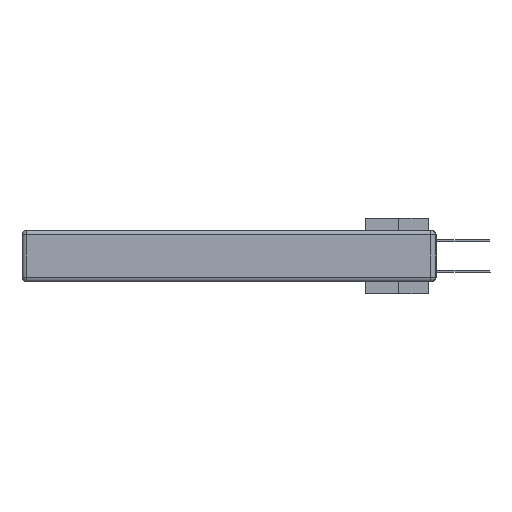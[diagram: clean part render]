
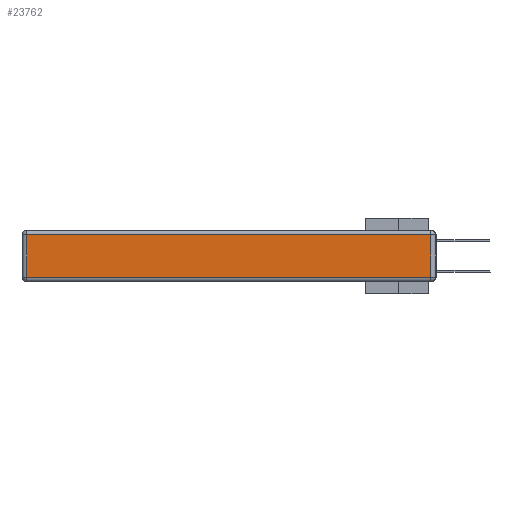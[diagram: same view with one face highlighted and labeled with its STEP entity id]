
A CAD part, left-side view. The second image highlights one B-rep face of the part: STEP entity #23762.
In plain terms, the highlighted planar face has unit normal (-1, 0, 0).
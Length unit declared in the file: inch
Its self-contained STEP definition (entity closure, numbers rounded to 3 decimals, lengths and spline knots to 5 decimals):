
#1329 = VERTEX_POINT ( 'NONE', #24064 ) ;
#3074 = EDGE_CURVE ( 'NONE', #36967, #16435, #18799, .T. ) ;
#4437 = LINE ( 'NONE', #30209, #19989 ) ;
#4467 = ORIENTED_EDGE ( 'NONE', *, *, #14592, .T. ) ;
#5007 = DIRECTION ( 'NONE',  ( 0., 0., 1. ) ) ;
#5503 = VECTOR ( 'NONE', #29258, 39.37008 ) ;
#6060 = VERTEX_POINT ( 'NONE', #21159 ) ;
#6853 = CARTESIAN_POINT ( 'NONE',  ( 0., 2.72, -0.343 ) ) ;
#9908 = LINE ( 'NONE', #27765, #12943 ) ;
#12943 = VECTOR ( 'NONE', #18216, 39.37008 ) ;
#12958 = AXIS2_PLACEMENT_3D ( 'NONE', #14429, #40298, #5007 ) ;
#14429 = CARTESIAN_POINT ( 'NONE',  ( 0., 0., -0.343 ) ) ;
#14592 = EDGE_CURVE ( 'NONE', #1329, #6060, #18588, .T. ) ;
#16435 = VERTEX_POINT ( 'NONE', #20170 ) ;
#18216 = DIRECTION ( 'NONE',  ( 0., -1., 0. ) ) ;
#18588 = LINE ( 'NONE', #27918, #5503 ) ;
#18799 = LINE ( 'NONE', #6853, #23255 ) ;
#19989 = VECTOR ( 'NONE', #24626, 39.37008 ) ;
#20170 = CARTESIAN_POINT ( 'NONE',  ( 0., 2.72, -0.313 ) ) ;
#20205 = ORIENTED_EDGE ( 'NONE', *, *, #37221, .T. ) ;
#21159 = CARTESIAN_POINT ( 'NONE',  ( 0., 0.03, -0.03 ) ) ;
#23255 = VECTOR ( 'NONE', #29497, 39.37008 ) ;
#23762 = ADVANCED_FACE ( 'NONE', ( #34922 ), #33806, .T. ) ;
#24064 = CARTESIAN_POINT ( 'NONE',  ( 0., 0.03, -0.313 ) ) ;
#24626 = DIRECTION ( 'NONE',  ( 0., 1., 0. ) ) ;
#27461 = EDGE_CURVE ( 'NONE', #6060, #36967, #4437, .T. ) ;
#27765 = CARTESIAN_POINT ( 'NONE',  ( 0., 0., -0.313 ) ) ;
#27918 = CARTESIAN_POINT ( 'NONE',  ( 0., 0.03, -0.343 ) ) ;
#29258 = DIRECTION ( 'NONE',  ( 0., 0., 1. ) ) ;
#29497 = DIRECTION ( 'NONE',  ( 0., 0., -1. ) ) ;
#30209 = CARTESIAN_POINT ( 'NONE',  ( 0., 2.75, -0.03 ) ) ;
#33395 = ORIENTED_EDGE ( 'NONE', *, *, #3074, .T. ) ;
#33806 = PLANE ( 'NONE',  #12958 ) ;
#34922 = FACE_OUTER_BOUND ( 'NONE', #39653, .T. ) ;
#35540 = ORIENTED_EDGE ( 'NONE', *, *, #27461, .T. ) ;
#36967 = VERTEX_POINT ( 'NONE', #37049 ) ;
#37049 = CARTESIAN_POINT ( 'NONE',  ( 0., 2.72, -0.03 ) ) ;
#37221 = EDGE_CURVE ( 'NONE', #16435, #1329, #9908, .T. ) ;
#39653 = EDGE_LOOP ( 'NONE', ( #20205, #4467, #35540, #33395 ) ) ;
#40298 = DIRECTION ( 'NONE',  ( -1., 0., 0. ) ) ;
